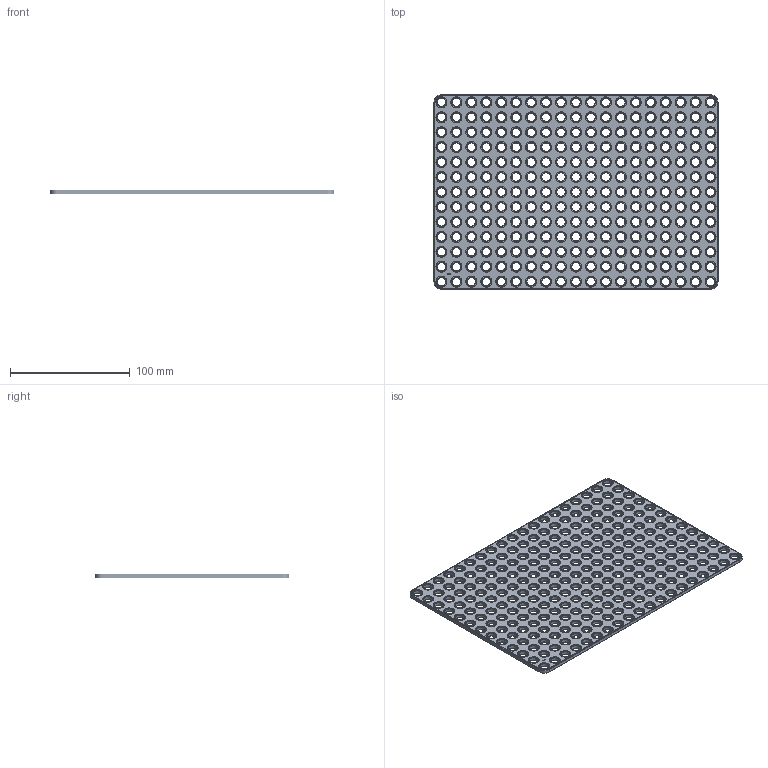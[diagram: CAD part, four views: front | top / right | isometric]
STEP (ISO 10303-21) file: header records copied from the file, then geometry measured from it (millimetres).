
FILE_DESCRIPTION(('FreeCAD Model'),'2;1');
FILE_NAME('Open CASCADE Shape Model','2024-10-09T00:27:49',(''),(''), 'Open CASCADE STEP processor 7.7','FreeCAD','Unknown');
FILE_SCHEMA(('AUTOMOTIVE_DESIGN { 1 0 10303 214 1 1 1 1 }'));
Length unit declared in the file: millimetre
Products named in the file (1): Plate RCT CRNR BU19x13x00.25 - SPN-PLT-0232 (stemfie.org)
Bounding box: 237.5 x 162.5 x 3.12 mm (x, y, z)
Volume: 85919.4 mm3; surface area: 77006.7 mm2
Topology: 1 solids, 1 shells, 1736 faces, 3858 edges, 2402 vertices
Faces by surface type: plane 574, cylinder 502, cone 502, extrusion 158
Full cylindrical faces by diameter (mm): 7 x247, 9.2 x247
Entity records: 49425 total; most frequent: CARTESIAN_POINT 9276, DIRECTION 8364, ORIENTED_EDGE 7716, EDGE_CURVE 3858, AXIS2_PLACEMENT_3D 3085, FACE_BOUND 2508, EDGE_LOOP 2508, VERTEX_POINT 2402
